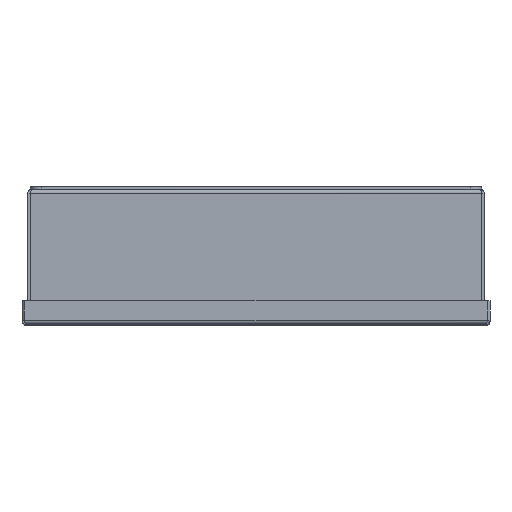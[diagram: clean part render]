
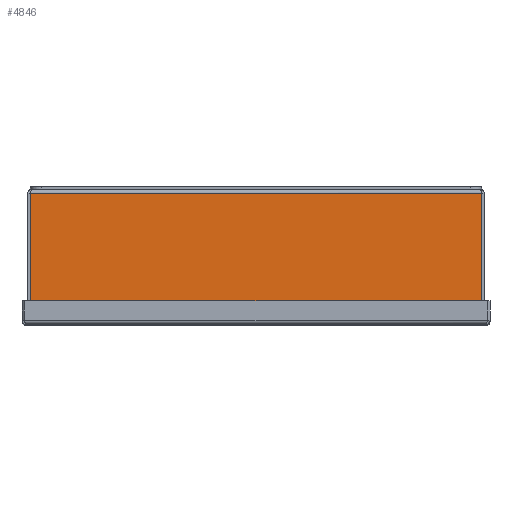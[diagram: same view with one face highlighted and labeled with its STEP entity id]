
A CAD part, top view. The second image highlights one B-rep face of the part: STEP entity #4846.
In plain terms, the highlighted planar face has unit normal (0, 0, 1).
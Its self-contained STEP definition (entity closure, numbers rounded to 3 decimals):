
#4846 = ADVANCED_FACE( '', ( #9974 ), #9975, .F. );
#9974 = FACE_OUTER_BOUND( '', #15626, .T. );
#9975 = PLANE( '', #15627 );
#15626 = EDGE_LOOP( '', ( #33071, #33072, #33073, #33074, #33075, #33076, #33077, #33078, #33079, #33080 ) );
#15627 = AXIS2_PLACEMENT_3D( '', #33081, #33082, #33083 );
#33071 = ORIENTED_EDGE( '', *, *, #39029, .F. );
#33072 = ORIENTED_EDGE( '', *, *, #36697, .T. );
#33073 = ORIENTED_EDGE( '', *, *, #37338, .T. );
#33074 = ORIENTED_EDGE( '', *, *, #38644, .F. );
#33075 = ORIENTED_EDGE( '', *, *, #33950, .T. );
#33076 = ORIENTED_EDGE( '', *, *, #34923, .T. );
#33077 = ORIENTED_EDGE( '', *, *, #37549, .T. );
#33078 = ORIENTED_EDGE( '', *, *, #37043, .F. );
#33079 = ORIENTED_EDGE( '', *, *, #37129, .F. );
#33080 = ORIENTED_EDGE( '', *, *, #34950, .T. );
#33081 = CARTESIAN_POINT( '', ( 942.823, 0., 177.8 ) );
#33082 = DIRECTION( '', ( 0., 0., -1. ) );
#33083 = DIRECTION( '', ( 0., 1., 0. ) );
#33950 = EDGE_CURVE( '', #39481, #39486, #39488, .T. );
#34923 = EDGE_CURVE( '', #39486, #41158, #41160, .T. );
#34950 = EDGE_CURVE( '', #41203, #41204, #41205, .T. );
#36697 = EDGE_CURVE( '', #43988, #43989, #43990, .T. );
#37043 = EDGE_CURVE( '', #44499, #44501, #44502, .T. );
#37129 = EDGE_CURVE( '', #41203, #44499, #44619, .T. );
#37338 = EDGE_CURVE( '', #43989, #44920, #44921, .T. );
#37549 = EDGE_CURVE( '', #41158, #44501, #45213, .T. );
#38644 = EDGE_CURVE( '', #39481, #44920, #46641, .T. );
#39029 = EDGE_CURVE( '', #43988, #41204, #47064, .T. );
#39481 = VERTEX_POINT( '', #47781 );
#39486 = VERTEX_POINT( '', #47796 );
#39488 = LINE( '', #47807, #47808 );
#41158 = VERTEX_POINT( '', #52008 );
#41160 = LINE( '', #52011, #52012 );
#41203 = VERTEX_POINT( '', #52122 );
#41204 = VERTEX_POINT( '', #52123 );
#41205 = LINE( '', #52124, #52125 );
#43988 = VERTEX_POINT( '', #59024 );
#43989 = VERTEX_POINT( '', #59025 );
#43990 = LINE( '', #59026, #59027 );
#44499 = VERTEX_POINT( '', #60451 );
#44501 = VERTEX_POINT( '', #60454 );
#44502 = LINE( '', #60455, #60456 );
#44619 = LINE( '', #60829, #60830 );
#44920 = VERTEX_POINT( '', #61436 );
#44921 = LINE( '', #61437, #61438 );
#45213 = LINE( '', #62296, #62297 );
#46641 = LINE( '', #66405, #66406 );
#47064 = LINE( '', #67620, #67621 );
#47781 = CARTESIAN_POINT( '', ( 134.998, -2.337, 177.8 ) );
#47796 = CARTESIAN_POINT( '', ( -134.998, -2.337, 177.8 ) );
#47807 = CARTESIAN_POINT( '', ( 942.823, -2.337, 177.8 ) );
#47808 = VECTOR( '', #67986, 1000. );
#52008 = CARTESIAN_POINT( '', ( -134.998, -74.676, 177.8 ) );
#52011 = CARTESIAN_POINT( '', ( -134.998, -2.337, 177.8 ) );
#52012 = VECTOR( '', #68523, 1000. );
#52122 = CARTESIAN_POINT( '', ( -111.1, -73.863, 177.8 ) );
#52123 = CARTESIAN_POINT( '', ( 111.1, -73.863, 177.8 ) );
#52124 = CARTESIAN_POINT( '', ( -111.1, -73.863, 177.8 ) );
#52125 = VECTOR( '', #68551, 1000. );
#59024 = CARTESIAN_POINT( '', ( 111.102, -73.863, 177.8 ) );
#59025 = CARTESIAN_POINT( '', ( 111.102, -74.676, 177.8 ) );
#59026 = CARTESIAN_POINT( '', ( 111.102, -76.2, 177.8 ) );
#59027 = VECTOR( '', #69538, 1000. );
#60451 = CARTESIAN_POINT( '', ( -111.102, -73.863, 177.8 ) );
#60454 = CARTESIAN_POINT( '', ( -111.102, -74.676, 177.8 ) );
#60455 = CARTESIAN_POINT( '', ( -111.102, -76.2, 177.8 ) );
#60456 = VECTOR( '', #69719, 1000. );
#60829 = CARTESIAN_POINT( '', ( -111.102, -73.863, 177.8 ) );
#60830 = VECTOR( '', #69761, 1000. );
#61436 = CARTESIAN_POINT( '', ( 134.998, -74.676, 177.8 ) );
#61437 = CARTESIAN_POINT( '', ( 942.823, -74.676, 177.8 ) );
#61438 = VECTOR( '', #69887, 1000. );
#62296 = CARTESIAN_POINT( '', ( 942.823, -74.676, 177.8 ) );
#62297 = VECTOR( '', #69982, 1000. );
#66405 = CARTESIAN_POINT( '', ( 134.998, -2.337, 177.8 ) );
#66406 = VECTOR( '', #70698, 1000. );
#67620 = CARTESIAN_POINT( '', ( -111.102, -73.863, 177.8 ) );
#67621 = VECTOR( '', #70807, 1000. );
#67986 = DIRECTION( '', ( -1., 0., 0. ) );
#68523 = DIRECTION( '', ( 0., -1., 0. ) );
#68551 = DIRECTION( '', ( 1., 0., 0. ) );
#69538 = DIRECTION( '', ( 0., -1., 0. ) );
#69719 = DIRECTION( '', ( 0., -1., 0. ) );
#69761 = DIRECTION( '', ( -1., 0., 0. ) );
#69887 = DIRECTION( '', ( 1., 0., 0. ) );
#69982 = DIRECTION( '', ( 1., 0., 0. ) );
#70698 = DIRECTION( '', ( 0., -1., 0. ) );
#70807 = DIRECTION( '', ( -1., 0., 0. ) );
